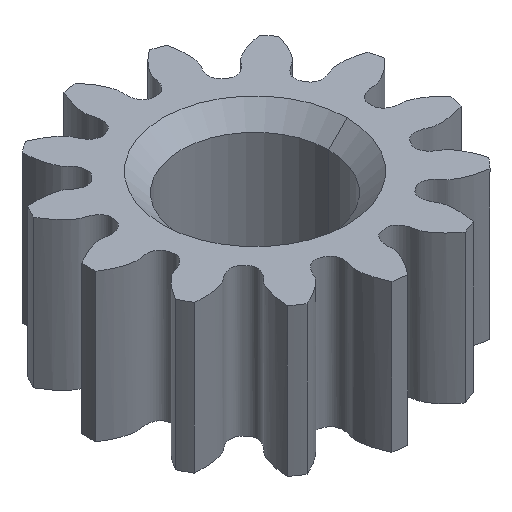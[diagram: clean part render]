
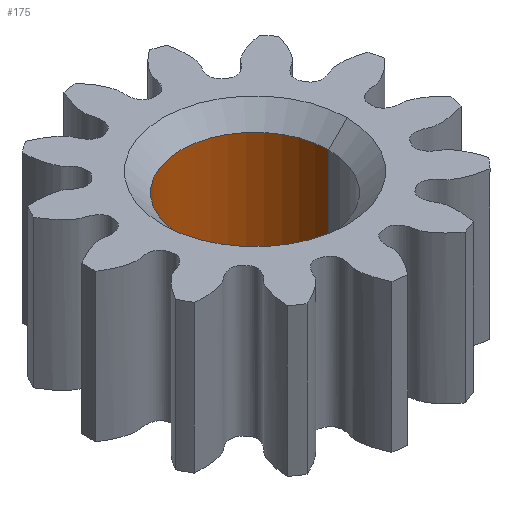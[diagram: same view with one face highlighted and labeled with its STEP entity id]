
A CAD part, isometric view. The second image highlights one B-rep face of the part: STEP entity #175.
In plain terms, the highlighted cylindrical face has radius 2 mm (diameter 4 mm), a partial arc.
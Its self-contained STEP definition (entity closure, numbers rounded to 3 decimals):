
#36 = EDGE_LOOP ( 'NONE', ( #259, #260, #261, #262 ) ) ;
#175 = ADVANCED_FACE ( 'NONE', ( #515 ), #487, .F. ) ;
#202 = VERTEX_POINT ( 'NONE', #3293 ) ;
#208 = VERTEX_POINT ( 'NONE', #3299 ) ;
#217 = VERTEX_POINT ( 'NONE', #3308 ) ;
#222 = VERTEX_POINT ( 'NONE', #3313 ) ;
#259 = ORIENTED_EDGE ( 'NONE', *, *, #553, .F. ) ;
#260 = ORIENTED_EDGE ( 'NONE', *, *, #414, .F. ) ;
#261 = ORIENTED_EDGE ( 'NONE', *, *, #554, .T. ) ;
#262 = ORIENTED_EDGE ( 'NONE', *, *, #415, .T. ) ;
#414 = EDGE_CURVE ( 'NONE', #222, #217, #4675, .T. ) ;
#415 = EDGE_CURVE ( 'NONE', #208, #202, #4624, .T. ) ;
#487 = CYLINDRICAL_SURFACE ( 'NONE', #591, 2. ) ;
#515 = FACE_OUTER_BOUND ( 'NONE', #36, .T. ) ;
#553 = EDGE_CURVE ( 'NONE', #217, #202, #4682, .T. ) ;
#554 = EDGE_CURVE ( 'NONE', #222, #208, #4685, .T. ) ;
#591 = AXIS2_PLACEMENT_3D ( 'NONE', #3266, #3267, #3268 ) ;
#3266 = CARTESIAN_POINT ( 'NONE',  ( 0., 0., 0. ) ) ;
#3267 = DIRECTION ( 'NONE',  ( 0., 0., 1. ) ) ;
#3268 = DIRECTION ( 'NONE',  ( 1., 0., 0. ) ) ;
#3293 = CARTESIAN_POINT ( 'NONE',  ( -2., 0., 1.5 ) ) ;
#3299 = CARTESIAN_POINT ( 'NONE',  ( 2., 0., 1.5 ) ) ;
#3308 = CARTESIAN_POINT ( 'NONE',  ( -2., 0., -1.5 ) ) ;
#3313 = CARTESIAN_POINT ( 'NONE',  ( 2., 0., -1.5 ) ) ;
#3936 = AXIS2_PLACEMENT_3D ( 'NONE', #4798, #4799, #4800 ) ;
#3937 = AXIS2_PLACEMENT_3D ( 'NONE', #4802, #4803, #4804 ) ;
#4624 = CIRCLE ( 'NONE', #3937, 2. ) ;
#4675 = CIRCLE ( 'NONE', #3936, 2. ) ;
#4682 = LINE ( 'NONE', #4814, #4686 ) ;
#4685 = LINE ( 'NONE', #4818, #4688 ) ;
#4686 = VECTOR ( 'NONE', #4805, 1000. ) ;
#4688 = VECTOR ( 'NONE', #4819, 1000. ) ;
#4798 = CARTESIAN_POINT ( 'NONE',  ( 0., 0., -1.5 ) ) ;
#4799 = DIRECTION ( 'NONE',  ( 0., 0., 1. ) ) ;
#4800 = DIRECTION ( 'NONE',  ( 1., 0., 0. ) ) ;
#4802 = CARTESIAN_POINT ( 'NONE',  ( 0., 0., 1.5 ) ) ;
#4803 = DIRECTION ( 'NONE',  ( 0., 0., 1. ) ) ;
#4804 = DIRECTION ( 'NONE',  ( 1., 0., 0. ) ) ;
#4805 = DIRECTION ( 'NONE',  ( 0., 0., 1. ) ) ;
#4814 = CARTESIAN_POINT ( 'NONE',  ( -2., 0., 0. ) ) ;
#4818 = CARTESIAN_POINT ( 'NONE',  ( 2., 0., 0. ) ) ;
#4819 = DIRECTION ( 'NONE',  ( 0., 0., 1. ) ) ;
